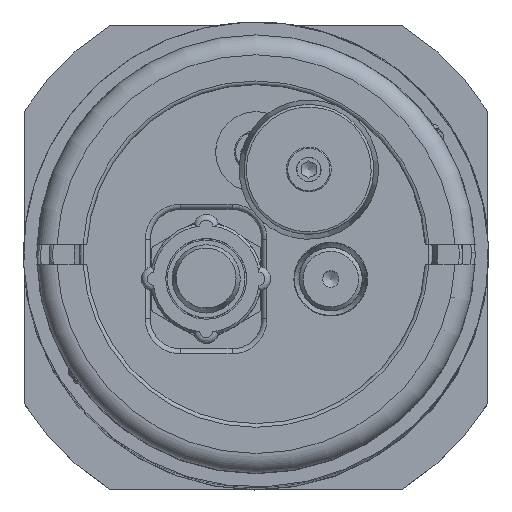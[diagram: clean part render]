
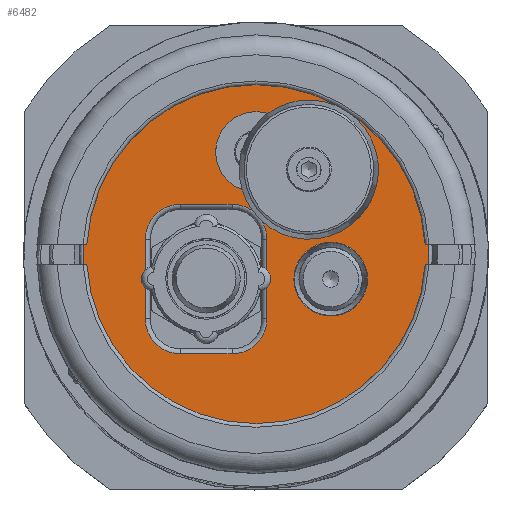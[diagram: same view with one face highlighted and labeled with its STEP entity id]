
A CAD part, top view. The second image highlights one B-rep face of the part: STEP entity #6482.
In plain terms, the highlighted planar face has unit normal (0, 0, 1).
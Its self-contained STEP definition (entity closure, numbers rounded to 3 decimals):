
#258=LINE('',#9696,#536);
#259=LINE('',#9700,#537);
#260=LINE('',#9704,#538);
#261=LINE('',#9707,#539);
#536=VECTOR('',#7790,16.);
#537=VECTOR('',#7793,10.4);
#538=VECTOR('',#7796,16.);
#539=VECTOR('',#7799,10.4);
#1010=FACE_BOUND('',#1689,.T.);
#1011=FACE_BOUND('',#1690,.T.);
#1012=FACE_BOUND('',#1691,.T.);
#1248=FACE_OUTER_BOUND('',#1688,.T.);
#1688=EDGE_LOOP('',(#4217));
#1689=EDGE_LOOP('',(#4218));
#1690=EDGE_LOOP('',(#4219,#4220));
#1691=EDGE_LOOP('',(#4221,#4222,#4223,#4224,#4225,#4226,#4227,#4228));
#2347=CIRCLE('',#6926,6.);
#2351=CIRCLE('',#6932,34.7);
#2352=CIRCLE('',#6933,7.4);
#2353=CIRCLE('',#6934,8.09);
#2354=CIRCLE('',#6935,7.);
#2355=CIRCLE('',#6936,7.);
#2356=CIRCLE('',#6937,7.);
#2357=CIRCLE('',#6938,7.);
#2739=VERTEX_POINT('',#9679);
#2740=VERTEX_POINT('',#9680);
#2741=VERTEX_POINT('',#9687);
#2742=VERTEX_POINT('',#9689);
#2743=VERTEX_POINT('',#9692);
#2744=VERTEX_POINT('',#9693);
#2745=VERTEX_POINT('',#9695);
#2746=VERTEX_POINT('',#9697);
#2747=VERTEX_POINT('',#9699);
#2748=VERTEX_POINT('',#9701);
#2749=VERTEX_POINT('',#9703);
#2750=VERTEX_POINT('',#9705);
#3359=EDGE_CURVE('',#2739,#2740,#2347,.T.);
#3363=EDGE_CURVE('',#2741,#2741,#2351,.T.);
#3364=EDGE_CURVE('',#2742,#2742,#2352,.T.);
#3365=EDGE_CURVE('',#2740,#2739,#2353,.T.);
#3366=EDGE_CURVE('',#2743,#2744,#2354,.T.);
#3367=EDGE_CURVE('',#2745,#2743,#258,.T.);
#3368=EDGE_CURVE('',#2746,#2745,#2355,.T.);
#3369=EDGE_CURVE('',#2747,#2746,#259,.T.);
#3370=EDGE_CURVE('',#2748,#2747,#2356,.T.);
#3371=EDGE_CURVE('',#2749,#2748,#260,.T.);
#3372=EDGE_CURVE('',#2750,#2749,#2357,.T.);
#3373=EDGE_CURVE('',#2744,#2750,#261,.T.);
#4217=ORIENTED_EDGE('',*,*,#3363,.F.);
#4218=ORIENTED_EDGE('',*,*,#3364,.T.);
#4219=ORIENTED_EDGE('',*,*,#3359,.T.);
#4220=ORIENTED_EDGE('',*,*,#3365,.T.);
#4221=ORIENTED_EDGE('',*,*,#3366,.F.);
#4222=ORIENTED_EDGE('',*,*,#3367,.F.);
#4223=ORIENTED_EDGE('',*,*,#3368,.F.);
#4224=ORIENTED_EDGE('',*,*,#3369,.F.);
#4225=ORIENTED_EDGE('',*,*,#3370,.F.);
#4226=ORIENTED_EDGE('',*,*,#3371,.F.);
#4227=ORIENTED_EDGE('',*,*,#3372,.F.);
#4228=ORIENTED_EDGE('',*,*,#3373,.F.);
#5890=PLANE('',#6931);
#6482=ADVANCED_FACE('',(#1248,#1010,#1011,#1012),#5890,.T.);
#6926=AXIS2_PLACEMENT_3D('',#9681,#7770,#7771);
#6931=AXIS2_PLACEMENT_3D('',#9686,#7780,#7781);
#6932=AXIS2_PLACEMENT_3D('',#9688,#7782,#7783);
#6933=AXIS2_PLACEMENT_3D('',#9690,#7784,#7785);
#6934=AXIS2_PLACEMENT_3D('',#9691,#7786,#7787);
#6935=AXIS2_PLACEMENT_3D('',#9694,#7788,#7789);
#6936=AXIS2_PLACEMENT_3D('',#9698,#7791,#7792);
#6937=AXIS2_PLACEMENT_3D('',#9702,#7794,#7795);
#6938=AXIS2_PLACEMENT_3D('',#9706,#7797,#7798);
#7770=DIRECTION('center_axis',(0.,0.,
-1.));
#7771=DIRECTION('ref_axis',(-0.454,0.891,0.));
#7780=DIRECTION('center_axis',(0.,0.,
1.));
#7781=DIRECTION('ref_axis',(1.,0.,0.));
#7782=DIRECTION('center_axis',(0.,0.,
-1.));
#7783=DIRECTION('ref_axis',(0.,-1.,0.));
#7784=DIRECTION('center_axis',(0.,0.,
-1.));
#7785=DIRECTION('ref_axis',(0.,-1.,0.));
#7786=DIRECTION('center_axis',(0.,0.,
-1.));
#7787=DIRECTION('ref_axis',(0.,1.,0.));
#7788=DIRECTION('center_axis',(0.,0.,
1.));
#7789=DIRECTION('ref_axis',(-0.707,-0.707,0.));
#7790=DIRECTION('',(0.,-1.,0.));
#7791=DIRECTION('center_axis',(0.,0.,
1.));
#7792=DIRECTION('ref_axis',(-0.707,0.707,0.));
#7793=DIRECTION('',(-1.,0.,0.));
#7794=DIRECTION('center_axis',(0.,0.,
1.));
#7795=DIRECTION('ref_axis',(0.707,0.707,0.));
#7796=DIRECTION('',(0.,1.,0.));
#7797=DIRECTION('center_axis',(0.,0.,
1.));
#7798=DIRECTION('ref_axis',(0.707,-0.707,0.));
#7799=DIRECTION('',(1.,0.,0.));
#9679=CARTESIAN_POINT('',(216.813,270.275,359.062));
#9680=CARTESIAN_POINT('',(214.142,262.277,359.062));
#9681=CARTESIAN_POINT('Origin',(219.527,264.924,359.062));
#9686=CARTESIAN_POINT('Origin',(208.928,265.688,359.062));
#9687=CARTESIAN_POINT('',(208.928,282.663,359.062));
#9688=CARTESIAN_POINT('Origin',(208.928,247.963,359.062));
#9689=CARTESIAN_POINT('',(223.928,250.363,359.062));
#9690=CARTESIAN_POINT('Origin',(223.928,242.963,359.062));
#9691=CARTESIAN_POINT('Origin',(208.928,268.463,359.062));
#9692=CARTESIAN_POINT('',(186.728,234.963,359.062));
#9693=CARTESIAN_POINT('',(193.728,227.963,359.062));
#9694=CARTESIAN_POINT('Origin',(193.728,234.963,359.062));
#9695=CARTESIAN_POINT('',(186.728,250.963,359.062));
#9696=CARTESIAN_POINT('',(186.728,258.326,359.062));
#9697=CARTESIAN_POINT('',(193.728,257.963,359.062));
#9698=CARTESIAN_POINT('Origin',(193.728,250.963,359.062));
#9699=CARTESIAN_POINT('',(204.128,257.963,359.062));
#9700=CARTESIAN_POINT('',(206.528,257.963,359.062));
#9701=CARTESIAN_POINT('',(211.128,250.963,359.062));
#9702=CARTESIAN_POINT('Origin',(204.128,250.963,359.062));
#9703=CARTESIAN_POINT('',(211.128,234.963,359.062));
#9704=CARTESIAN_POINT('',(211.128,250.326,359.062));
#9705=CARTESIAN_POINT('',(204.128,227.963,359.062));
#9706=CARTESIAN_POINT('Origin',(204.128,234.963,359.062));
#9707=CARTESIAN_POINT('',(201.328,227.963,359.062));
